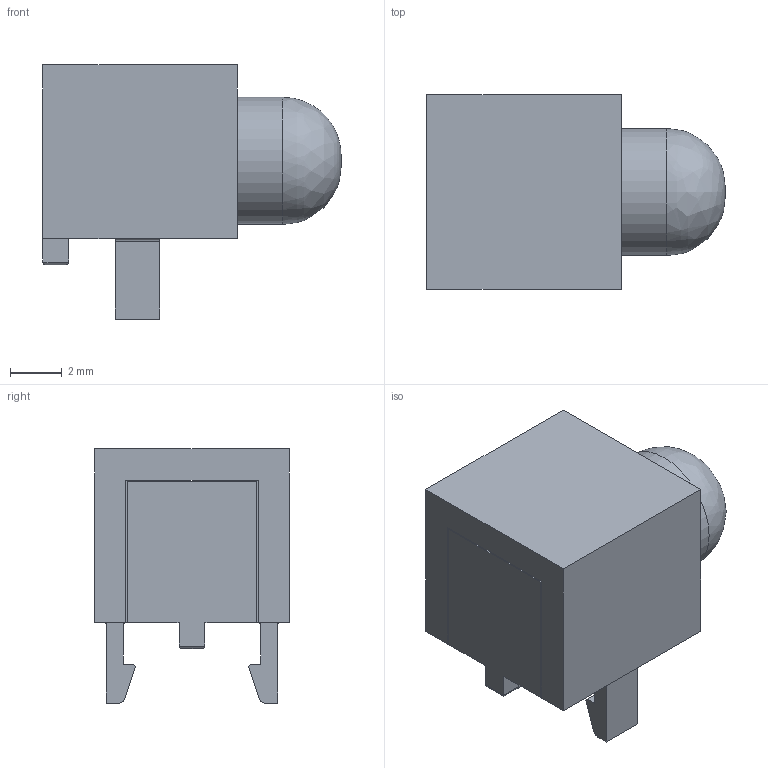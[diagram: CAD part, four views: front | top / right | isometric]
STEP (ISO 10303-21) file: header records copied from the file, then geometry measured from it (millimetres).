
FILE_DESCRIPTION(/* description */ (''),/* implementation_level */ '2;1');
FILE_NAME(/* name */ 'CBI_ASSY_1_SIMPLE.step',/* time_stamp */ '2024-04-15T15:57:55-04:00',/* author */ (''),/* organization */ (''),/* preprocessor_version */ 'ST-DEVELOPER v20',/* originating_system */ 'Autodesk Translation Framework v12.20.1.177',/* authorisation */ '');
FILE_SCHEMA (('AUTOMOTIVE_DESIGN { 1 0 10303 214 3 1 1 }'));
Length unit declared in the file: millimetre
Products named in the file (1): CBI_ASSY
Bounding box: 11.5 x 7.5 x 9.8 mm (x, y, z)
Volume: 419.7 mm3; surface area: 648.7 mm2
Topology: 2 solids, 2 shells, 54 faces, 143 edges, 92 vertices
Faces by surface type: plane 41, cylinder 12, bspline 1
Full cylindrical faces by diameter (mm): 4.9 x1, 5 x1
Entity records: 1724 total; most frequent: CARTESIAN_POINT 316, ORIENTED_EDGE 286, DIRECTION 276, EDGE_CURVE 143, LINE 118, VECTOR 118, VERTEX_POINT 92, AXIS2_PLACEMENT_3D 79
